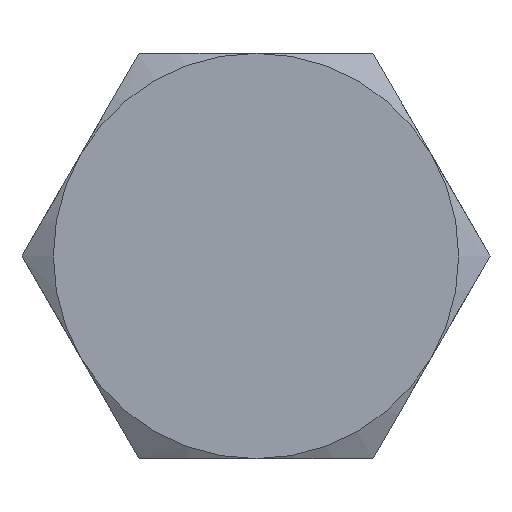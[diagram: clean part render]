
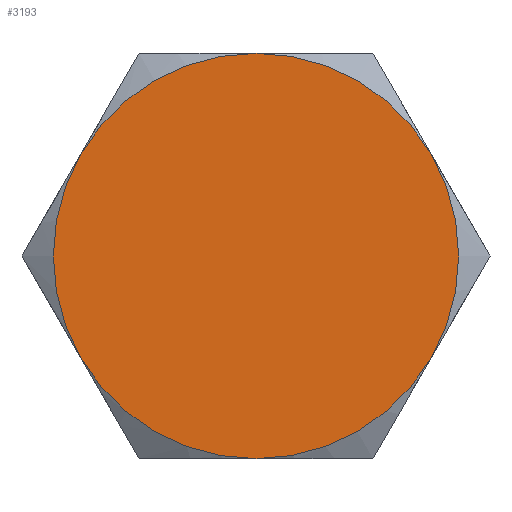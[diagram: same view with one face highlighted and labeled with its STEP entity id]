
A CAD part, left-side view. The second image highlights one B-rep face of the part: STEP entity #3193.
In plain terms, the highlighted planar face has unit normal (-1, 0, 0).
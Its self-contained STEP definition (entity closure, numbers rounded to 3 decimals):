
#2719 = VERTEX_POINT ( 'NONE', #6873 ) ;
#2720 = ORIENTED_EDGE ( 'NONE', *, *, #7823, .F. ) ;
#2721 = EDGE_CURVE ( 'NONE', #3307, #2730, #6883, .T. ) ;
#2722 = EDGE_LOOP ( 'NONE', ( #3295, #3186, #2976, #3184, #7826, #2720 ) ) ;
#2730 = VERTEX_POINT ( 'NONE', #6852 ) ;
#2735 = VERTEX_POINT ( 'NONE', #6877 ) ;
#2964 = EDGE_CURVE ( 'NONE', #3310, #2719, #6878, .T. ) ;
#2976 = ORIENTED_EDGE ( 'NONE', *, *, #2977, .F. ) ;
#2977 = EDGE_CURVE ( 'NONE', #2730, #3310, #6925, .T. ) ;
#2986 = CIRCLE ( 'NONE', #3037, 9.525 ) ;
#3006 = CARTESIAN_POINT ( 'NONE',  ( 0., 0., 0. ) ) ;
#3037 = AXIS2_PLACEMENT_3D ( 'NONE', #3006, #3072, #3071 ) ;
#3071 = DIRECTION ( 'NONE',  ( 0., 1., 0. ) ) ;
#3072 = DIRECTION ( 'NONE',  ( 1., 0., 0. ) ) ;
#3184 = ORIENTED_EDGE ( 'NONE', *, *, #2721, .F. ) ;
#3186 = ORIENTED_EDGE ( 'NONE', *, *, #2964, .F. ) ;
#3193 = ADVANCED_FACE ( 'NONE', ( #6916 ), #6924, .F. ) ;
#3255 = EDGE_CURVE ( 'NONE', #2735, #3307, #6915, .T. ) ;
#3295 = ORIENTED_EDGE ( 'NONE', *, *, #3298, .F. ) ;
#3298 = EDGE_CURVE ( 'NONE', #2719, #3309, #4598, .T. ) ;
#3307 = VERTEX_POINT ( 'NONE', #4587 ) ;
#3309 = VERTEX_POINT ( 'NONE', #4583 ) ;
#3310 = VERTEX_POINT ( 'NONE', #4581 ) ;
#4581 = CARTESIAN_POINT ( 'NONE',  ( 0., -8.249, 4.763 ) ) ;
#4583 = CARTESIAN_POINT ( 'NONE',  ( 0., 0., -9.525 ) ) ;
#4587 = CARTESIAN_POINT ( 'NONE',  ( 0., 8.249, 4.763 ) ) ;
#4589 = DIRECTION ( 'NONE',  ( 0., 1., 0. ) ) ;
#4590 = DIRECTION ( 'NONE',  ( 1., 0., 0. ) ) ;
#4591 = CARTESIAN_POINT ( 'NONE',  ( 0., 0., 0. ) ) ;
#4592 = AXIS2_PLACEMENT_3D ( 'NONE', #4591, #4590, #4589 ) ;
#4598 = CIRCLE ( 'NONE', #4592, 9.525 ) ;
#6852 = CARTESIAN_POINT ( 'NONE',  ( 0., 0., 9.525 ) ) ;
#6873 = CARTESIAN_POINT ( 'NONE',  ( 0., -8.249, -4.763 ) ) ;
#6875 = AXIS2_PLACEMENT_3D ( 'NONE', #6922, #6921, #6920 ) ;
#6877 = CARTESIAN_POINT ( 'NONE',  ( 0., 8.249, -4.763 ) ) ;
#6878 = CIRCLE ( 'NONE', #6875, 9.525 ) ;
#6879 = DIRECTION ( 'NONE',  ( 0., 0., -1. ) ) ;
#6880 = DIRECTION ( 'NONE',  ( 1., 0., 0. ) ) ;
#6881 = CARTESIAN_POINT ( 'NONE',  ( 0., 0., 0. ) ) ;
#6882 = AXIS2_PLACEMENT_3D ( 'NONE', #6881, #6880, #6879 ) ;
#6883 = CIRCLE ( 'NONE', #6882, 9.525 ) ;
#6908 = CARTESIAN_POINT ( 'NONE',  ( 0., 0., 0. ) ) ;
#6910 = DIRECTION ( 'NONE',  ( 0., 0., -1. ) ) ;
#6911 = DIRECTION ( 'NONE',  ( 1., 0., 0. ) ) ;
#6912 = CARTESIAN_POINT ( 'NONE',  ( 0., 0., 0. ) ) ;
#6913 = AXIS2_PLACEMENT_3D ( 'NONE', #6939, #6938, #6937 ) ;
#6915 = CIRCLE ( 'NONE', #6935, 9.525 ) ;
#6916 = FACE_OUTER_BOUND ( 'NONE', #2722, .T. ) ;
#6919 = AXIS2_PLACEMENT_3D ( 'NONE', #6912, #6911, #6910 ) ;
#6920 = DIRECTION ( 'NONE',  ( 0., 0., -1. ) ) ;
#6921 = DIRECTION ( 'NONE',  ( 1., 0., 0. ) ) ;
#6922 = CARTESIAN_POINT ( 'NONE',  ( 0., 0., 0. ) ) ;
#6924 = PLANE ( 'NONE',  #6913 ) ;
#6925 = CIRCLE ( 'NONE', #6919, 9.525 ) ;
#6933 = DIRECTION ( 'NONE',  ( 0., 0., -1. ) ) ;
#6934 = DIRECTION ( 'NONE',  ( 1., 0., 0. ) ) ;
#6935 = AXIS2_PLACEMENT_3D ( 'NONE', #6908, #6934, #6933 ) ;
#6937 = DIRECTION ( 'NONE',  ( 0., 0., -1. ) ) ;
#6938 = DIRECTION ( 'NONE',  ( 1., 0., 0. ) ) ;
#6939 = CARTESIAN_POINT ( 'NONE',  ( 0., 10.999, 0. ) ) ;
#7823 = EDGE_CURVE ( 'NONE', #3309, #2735, #2986, .T. ) ;
#7826 = ORIENTED_EDGE ( 'NONE', *, *, #3255, .F. ) ;
